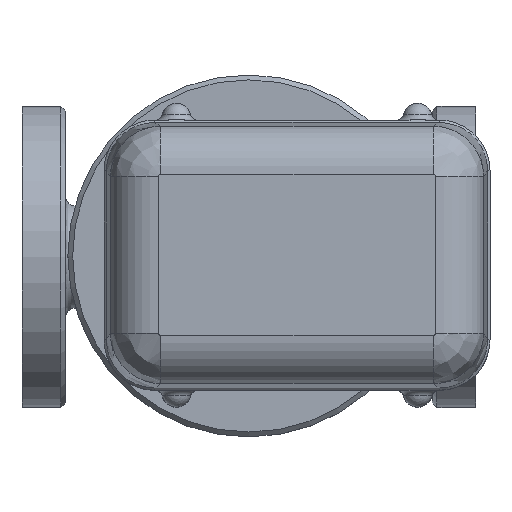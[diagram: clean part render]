
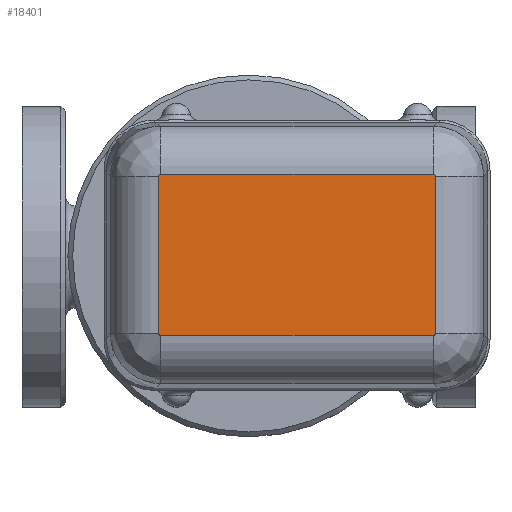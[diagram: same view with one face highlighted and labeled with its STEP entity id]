
A CAD part, top view. The second image highlights one B-rep face of the part: STEP entity #18401.
In plain terms, the highlighted planar face has unit normal (0, 0, 1).
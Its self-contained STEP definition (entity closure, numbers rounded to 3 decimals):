
#532=LINE('',#27902,#1607);
#534=LINE('',#28058,#1609);
#535=LINE('',#28063,#1610);
#537=LINE('',#28225,#1612);
#1607=VECTOR('',#22040,113.105);
#1609=VECTOR('',#22050,65.105);
#1610=VECTOR('',#22055,65.105);
#1612=VECTOR('',#22063,113.105);
#2629=B_SPLINE_CURVE_WITH_KNOTS('',3,(#27960,#27961,#27962,#27963,#27964,
#27965,#27966,#27967),.UNSPECIFIED.,.F.,.F.,(4,1,1,1,1,4),(0.,0.017,
0.034,0.069,0.103,0.12),
 .UNSPECIFIED.);
#2631=B_SPLINE_CURVE_WITH_KNOTS('',3,(#28037,#28038,#28039,#28040,#28041,
#28042,#28043,#28044),.UNSPECIFIED.,.F.,.F.,(4,1,1,1,1,4),(0.,0.017,
0.052,0.086,0.103,0.12),
 .UNSPECIFIED.);
#2633=B_SPLINE_CURVE_WITH_KNOTS('',3,(#28122,#28123,#28124,#28125,#28126,
#28127,#28128,#28129),.UNSPECIFIED.,.F.,.F.,(4,1,1,1,1,4),(0.,0.017,
0.034,0.069,0.103,0.12),
 .UNSPECIFIED.);
#2635=B_SPLINE_CURVE_WITH_KNOTS('',3,(#28206,#28207,#28208,#28209,#28210,
#28211,#28212,#28213,#28214),.UNSPECIFIED.,.F.,.F.,(4,1,1,1,1,1,4),(0.,
0.017,0.034,0.052,0.069,
0.103,0.12),.UNSPECIFIED.);
#4020=FACE_OUTER_BOUND('',#5297,.T.);
#5297=EDGE_LOOP('',(#12630,#12631,#12632,#12633,#12634,#12635,#12636,#12637));
#7846=VERTEX_POINT('',#27895);
#7849=VERTEX_POINT('',#27900);
#7850=VERTEX_POINT('',#27959);
#7853=VERTEX_POINT('',#28035);
#7854=VERTEX_POINT('',#28054);
#7857=VERTEX_POINT('',#28061);
#7858=VERTEX_POINT('',#28121);
#7861=VERTEX_POINT('',#28204);
#9667=EDGE_CURVE('',#7849,#7846,#532,.T.);
#9668=EDGE_CURVE('',#7846,#7850,#2629,.T.);
#9672=EDGE_CURVE('',#7853,#7849,#2631,.T.);
#9676=EDGE_CURVE('',#7850,#7854,#534,.T.);
#9678=EDGE_CURVE('',#7857,#7853,#535,.T.);
#9680=EDGE_CURVE('',#7854,#7858,#2633,.T.);
#9684=EDGE_CURVE('',#7861,#7857,#2635,.T.);
#9686=EDGE_CURVE('',#7858,#7861,#537,.T.);
#12630=ORIENTED_EDGE('',*,*,#9667,.F.);
#12631=ORIENTED_EDGE('',*,*,#9672,.F.);
#12632=ORIENTED_EDGE('',*,*,#9678,.F.);
#12633=ORIENTED_EDGE('',*,*,#9684,.F.);
#12634=ORIENTED_EDGE('',*,*,#9686,.F.);
#12635=ORIENTED_EDGE('',*,*,#9680,.F.);
#12636=ORIENTED_EDGE('',*,*,#9676,.F.);
#12637=ORIENTED_EDGE('',*,*,#9668,.F.);
#17850=PLANE('',#19737);
#18401=ADVANCED_FACE('',(#4020),#17850,.T.);
#19737=AXIS2_PLACEMENT_3D('',#28305,#22078,#22079);
#22040=DIRECTION('',(-1.,0.,0.));
#22050=DIRECTION('',(0.,1.,0.));
#22055=DIRECTION('',(0.,-1.,0.));
#22063=DIRECTION('',(1.,0.,0.));
#22078=DIRECTION('center_axis',(0.,0.,
1.));
#22079=DIRECTION('ref_axis',(1.,0.,0.));
#27895=CARTESIAN_POINT('',(-36.552,-33.324,554.5));
#27900=CARTESIAN_POINT('',(76.552,-33.324,554.5));
#27902=CARTESIAN_POINT('',(-9.5,-33.324,554.5));
#27959=CARTESIAN_POINT('',(-37.324,-32.552,554.5));
#27960=CARTESIAN_POINT('Ctrl Pts',(-36.552,-33.324,
554.5));
#27961=CARTESIAN_POINT('Ctrl Pts',(-36.61,-33.324,
554.5));
#27962=CARTESIAN_POINT('Ctrl Pts',(-36.726,-33.311,
554.5));
#27963=CARTESIAN_POINT('Ctrl Pts',(-36.944,-33.233,
554.5));
#27964=CARTESIAN_POINT('Ctrl Pts',(-37.175,-33.048,
554.5));
#27965=CARTESIAN_POINT('Ctrl Pts',(-37.305,-32.782,
554.5));
#27966=CARTESIAN_POINT('Ctrl Pts',(-37.324,-32.61,
554.5));
#27967=CARTESIAN_POINT('Ctrl Pts',(-37.324,-32.552,
554.5));
#28035=CARTESIAN_POINT('',(77.324,-32.552,554.5));
#28037=CARTESIAN_POINT('Ctrl Pts',(77.324,-32.552,554.5));
#28038=CARTESIAN_POINT('Ctrl Pts',(77.324,-32.61,554.5));
#28039=CARTESIAN_POINT('Ctrl Pts',(77.305,-32.782,554.5));
#28040=CARTESIAN_POINT('Ctrl Pts',(77.175,-33.048,554.5));
#28041=CARTESIAN_POINT('Ctrl Pts',(76.944,-33.233,554.5));
#28042=CARTESIAN_POINT('Ctrl Pts',(76.726,-33.311,554.5));
#28043=CARTESIAN_POINT('Ctrl Pts',(76.61,-33.324,554.5));
#28044=CARTESIAN_POINT('Ctrl Pts',(76.552,-33.324,554.5));
#28054=CARTESIAN_POINT('',(-37.324,32.552,554.5));
#28058=CARTESIAN_POINT('',(-37.324,17.5,554.5));
#28061=CARTESIAN_POINT('',(77.324,32.552,554.5));
#28063=CARTESIAN_POINT('',(77.324,-17.5,554.5));
#28121=CARTESIAN_POINT('',(-36.552,33.324,554.5));
#28122=CARTESIAN_POINT('Ctrl Pts',(-37.324,32.552,554.5));
#28123=CARTESIAN_POINT('Ctrl Pts',(-37.324,32.61,554.5));
#28124=CARTESIAN_POINT('Ctrl Pts',(-37.311,32.726,554.5));
#28125=CARTESIAN_POINT('Ctrl Pts',(-37.233,32.944,554.5));
#28126=CARTESIAN_POINT('Ctrl Pts',(-37.048,33.175,554.5));
#28127=CARTESIAN_POINT('Ctrl Pts',(-36.782,33.305,554.5));
#28128=CARTESIAN_POINT('Ctrl Pts',(-36.61,33.324,554.5));
#28129=CARTESIAN_POINT('Ctrl Pts',(-36.552,33.324,554.5));
#28204=CARTESIAN_POINT('',(76.552,33.324,554.5));
#28206=CARTESIAN_POINT('Ctrl Pts',(76.552,33.324,554.5));
#28207=CARTESIAN_POINT('Ctrl Pts',(76.61,33.324,554.5));
#28208=CARTESIAN_POINT('Ctrl Pts',(76.725,33.311,554.5));
#28209=CARTESIAN_POINT('Ctrl Pts',(76.888,33.253,554.5));
#28210=CARTESIAN_POINT('Ctrl Pts',(77.036,33.159,554.5));
#28211=CARTESIAN_POINT('Ctrl Pts',(77.2,32.996,554.5));
#28212=CARTESIAN_POINT('Ctrl Pts',(77.304,32.783,554.5));
#28213=CARTESIAN_POINT('Ctrl Pts',(77.324,32.61,554.5));
#28214=CARTESIAN_POINT('Ctrl Pts',(77.324,32.552,554.5));
#28225=CARTESIAN_POINT('',(49.5,33.324,554.5));
#28305=CARTESIAN_POINT('Origin',(20.,0.,554.5));
